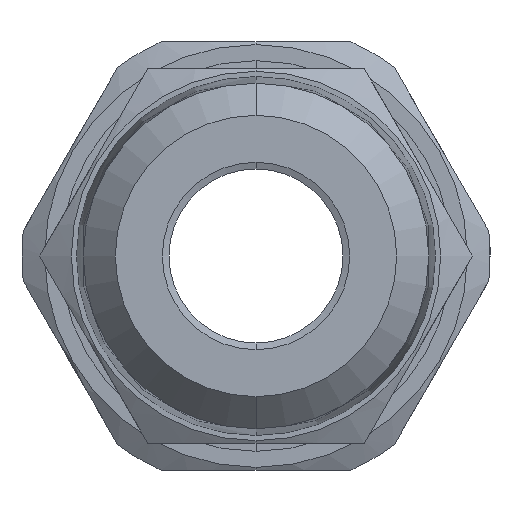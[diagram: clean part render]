
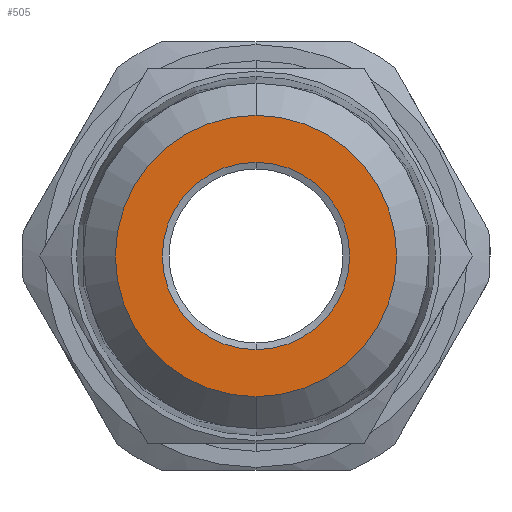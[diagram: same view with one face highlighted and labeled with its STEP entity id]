
A CAD part, front view. The second image highlights one B-rep face of the part: STEP entity #505.
In plain terms, the highlighted planar face has unit normal (0, -1, 0).
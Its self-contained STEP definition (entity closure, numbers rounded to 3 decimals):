
#30 = VERTEX_POINT ( 'NONE', #2556 ) ;
#49 = VERTEX_POINT ( 'NONE', #2525 ) ;
#63 = VERTEX_POINT ( 'NONE', #2561 ) ;
#100 = VERTEX_POINT ( 'NONE', #918 ) ;
#465 = EDGE_CURVE ( 'NONE', #63, #100, #1743, .T. ) ;
#505 = ADVANCED_FACE ( 'NONE', ( #1155, #1114 ), #2602, .T. ) ;
#615 = EDGE_CURVE ( 'NONE', #100, #63, #993, .T. ) ;
#624 = EDGE_CURVE ( 'NONE', #49, #30, #781, .T. ) ;
#637 = EDGE_CURVE ( 'NONE', #30, #49, #2619, .T. ) ;
#777 = AXIS2_PLACEMENT_3D ( 'NONE', #2204, #2205, #2206 ) ;
#781 = CIRCLE ( 'NONE', #777, 5.255 ) ;
#915 = CARTESIAN_POINT ( 'NONE',  ( 0., 0., 0. ) ) ;
#916 = DIRECTION ( 'NONE',  ( 0., 0., -1. ) ) ;
#917 = DIRECTION ( 'NONE',  ( 0., -1., 0. ) ) ;
#918 = CARTESIAN_POINT ( 'NONE',  ( 0., 0., -3.5 ) ) ;
#993 = CIRCLE ( 'NONE', #994, 3.5 ) ;
#994 = AXIS2_PLACEMENT_3D ( 'NONE', #2170, #2171, #2172 ) ;
#1114 = FACE_OUTER_BOUND ( 'NONE', #1311, .T. ) ;
#1155 = FACE_BOUND ( 'NONE', #1313, .T. ) ;
#1311 = EDGE_LOOP ( 'NONE', ( #1418, #1420 ) ) ;
#1313 = EDGE_LOOP ( 'NONE', ( #1416, #1417 ) ) ;
#1416 = ORIENTED_EDGE ( 'NONE', *, *, #615, .F. ) ;
#1417 = ORIENTED_EDGE ( 'NONE', *, *, #465, .F. ) ;
#1418 = ORIENTED_EDGE ( 'NONE', *, *, #637, .T. ) ;
#1420 = ORIENTED_EDGE ( 'NONE', *, *, #624, .T. ) ;
#1677 = AXIS2_PLACEMENT_3D ( 'NONE', #915, #917, #916 ) ;
#1712 = AXIS2_PLACEMENT_3D ( 'NONE', #2583, #2609, #2589 ) ;
#1743 = CIRCLE ( 'NONE', #1677, 3.5 ) ;
#2170 = CARTESIAN_POINT ( 'NONE',  ( 0., 0., 0. ) ) ;
#2171 = DIRECTION ( 'NONE',  ( 0., -1., 0. ) ) ;
#2172 = DIRECTION ( 'NONE',  ( 0., 0., -1. ) ) ;
#2204 = CARTESIAN_POINT ( 'NONE',  ( 0., 0., 0. ) ) ;
#2205 = DIRECTION ( 'NONE',  ( 0., -1., 0. ) ) ;
#2206 = DIRECTION ( 'NONE',  ( 0., 0., -1. ) ) ;
#2268 = CARTESIAN_POINT ( 'NONE',  ( 0., 0., 0. ) ) ;
#2269 = DIRECTION ( 'NONE',  ( 0., -1., 0. ) ) ;
#2270 = DIRECTION ( 'NONE',  ( 0., 0., -1. ) ) ;
#2525 = CARTESIAN_POINT ( 'NONE',  ( 0., 0., -5.255 ) ) ;
#2556 = CARTESIAN_POINT ( 'NONE',  ( 0., 0., 5.255 ) ) ;
#2561 = CARTESIAN_POINT ( 'NONE',  ( 0., 0., 3.5 ) ) ;
#2583 = CARTESIAN_POINT ( 'NONE',  ( 6.75, 0., 0. ) ) ;
#2589 = DIRECTION ( 'NONE',  ( 0., 0., -1. ) ) ;
#2602 = PLANE ( 'NONE',  #1712 ) ;
#2609 = DIRECTION ( 'NONE',  ( 0., -1., 0. ) ) ;
#2619 = CIRCLE ( 'NONE', #2623, 5.255 ) ;
#2623 = AXIS2_PLACEMENT_3D ( 'NONE', #2268, #2269, #2270 ) ;
